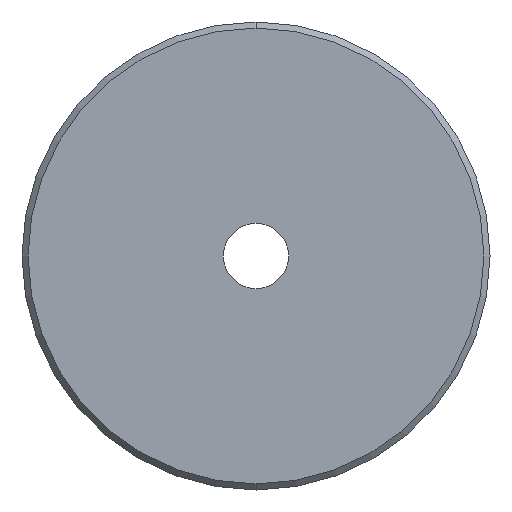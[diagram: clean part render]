
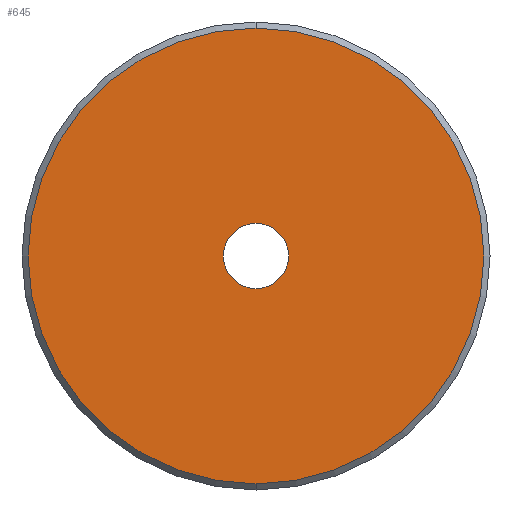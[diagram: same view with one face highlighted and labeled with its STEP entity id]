
A CAD part, front view. The second image highlights one B-rep face of the part: STEP entity #645.
In plain terms, the highlighted planar face has unit normal (0, -1, 0).
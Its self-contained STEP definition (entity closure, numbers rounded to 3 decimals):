
#13 = VERTEX_POINT ( 'NONE', #134 ) ;
#22 = EDGE_CURVE ( 'NONE', #287, #1118, #247, .T. ) ;
#34 = ORIENTED_EDGE ( 'NONE', *, *, #649, .T. ) ;
#37 = DIRECTION ( 'NONE',  ( 0., 0., 1. ) ) ;
#41 = DIRECTION ( 'NONE',  ( 0., -1., 0. ) ) ;
#44 = DIRECTION ( 'NONE',  ( 0., 0., -1. ) ) ;
#95 = CARTESIAN_POINT ( 'NONE',  ( 0., 0., 11.2 ) ) ;
#109 = FACE_BOUND ( 'NONE', #1225, .T. ) ;
#134 = CARTESIAN_POINT ( 'NONE',  ( 0., 0., 1.6 ) ) ;
#158 = VERTEX_POINT ( 'NONE', #1141 ) ;
#169 = CARTESIAN_POINT ( 'NONE',  ( 0., 0., 0. ) ) ;
#229 = AXIS2_PLACEMENT_3D ( 'NONE', #169, #458, #1223 ) ;
#247 = CIRCLE ( 'NONE', #897, 11.2 ) ;
#287 = VERTEX_POINT ( 'NONE', #95 ) ;
#351 = ORIENTED_EDGE ( 'NONE', *, *, #1179, .F. ) ;
#369 = ORIENTED_EDGE ( 'NONE', *, *, #1119, .F. ) ;
#389 = CIRCLE ( 'NONE', #945, 1.6 ) ;
#421 = DIRECTION ( 'NONE',  ( 0., -1., 0. ) ) ;
#454 = CARTESIAN_POINT ( 'NONE',  ( 0., 0., 0. ) ) ;
#458 = DIRECTION ( 'NONE',  ( 0., -1., 0. ) ) ;
#513 = DIRECTION ( 'NONE',  ( 0., -1., 0. ) ) ;
#532 = CARTESIAN_POINT ( 'NONE',  ( 0., 0., 0. ) ) ;
#645 = ADVANCED_FACE ( 'NONE', ( #1177, #109 ), #1031, .F. ) ;
#649 = EDGE_CURVE ( 'NONE', #1118, #287, #1112, .T. ) ;
#666 = AXIS2_PLACEMENT_3D ( 'NONE', #454, #1129, #929 ) ;
#677 = AXIS2_PLACEMENT_3D ( 'NONE', #1091, #513, #692 ) ;
#692 = DIRECTION ( 'NONE',  ( 0., 0., -1. ) ) ;
#698 = EDGE_LOOP ( 'NONE', ( #1133, #34 ) ) ;
#897 = AXIS2_PLACEMENT_3D ( 'NONE', #1003, #421, #37 ) ;
#929 = DIRECTION ( 'NONE',  ( 0., 0., 1. ) ) ;
#945 = AXIS2_PLACEMENT_3D ( 'NONE', #532, #41, #44 ) ;
#992 = CARTESIAN_POINT ( 'NONE',  ( 0., 0., -11.2 ) ) ;
#1003 = CARTESIAN_POINT ( 'NONE',  ( 0., 0., 0. ) ) ;
#1031 = PLANE ( 'NONE',  #666 ) ;
#1091 = CARTESIAN_POINT ( 'NONE',  ( 0., 0., 0. ) ) ;
#1112 = CIRCLE ( 'NONE', #229, 11.2 ) ;
#1118 = VERTEX_POINT ( 'NONE', #992 ) ;
#1119 = EDGE_CURVE ( 'NONE', #158, #13, #1249, .T. ) ;
#1129 = DIRECTION ( 'NONE',  ( 0., 1., 0. ) ) ;
#1133 = ORIENTED_EDGE ( 'NONE', *, *, #22, .T. ) ;
#1141 = CARTESIAN_POINT ( 'NONE',  ( 0., 0., -1.6 ) ) ;
#1177 = FACE_OUTER_BOUND ( 'NONE', #698, .T. ) ;
#1179 = EDGE_CURVE ( 'NONE', #13, #158, #389, .T. ) ;
#1223 = DIRECTION ( 'NONE',  ( 0., 0., 1. ) ) ;
#1225 = EDGE_LOOP ( 'NONE', ( #369, #351 ) ) ;
#1249 = CIRCLE ( 'NONE', #677, 1.6 ) ;
